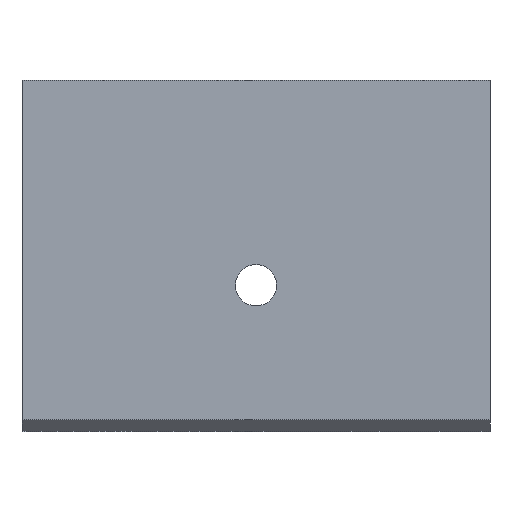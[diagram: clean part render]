
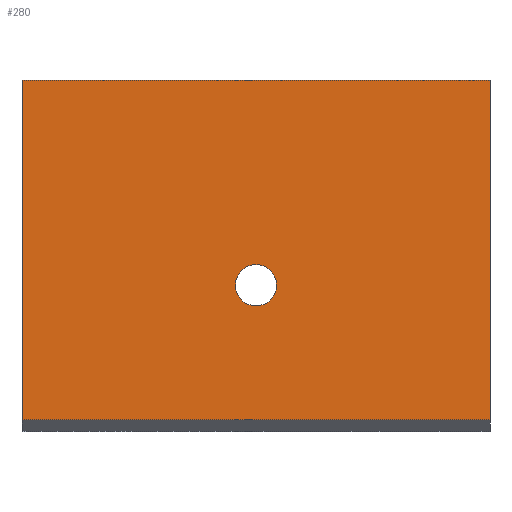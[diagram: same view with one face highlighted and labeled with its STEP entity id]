
A CAD part, front view. The second image highlights one B-rep face of the part: STEP entity #280.
In plain terms, the highlighted planar face has unit normal (0, -1, 0).
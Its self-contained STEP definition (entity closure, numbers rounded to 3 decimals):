
#18=FACE_BOUND('',#64,.T.);
#27=PLANE('',#319);
#45=FACE_OUTER_BOUND('',#63,.T.);
#63=EDGE_LOOP('',(#256,#257,#258,#259));
#64=EDGE_LOOP('',(#260));
#73=LINE('',#431,#100);
#79=LINE('',#447,#106);
#83=LINE('',#455,#110);
#92=LINE('',#474,#119);
#100=VECTOR('',#352,10.);
#106=VECTOR('',#366,10.);
#110=VECTOR('',#374,10.);
#119=VECTOR('',#395,10.);
#127=CIRCLE('',#309,1.764);
#140=VERTEX_POINT('',#428);
#141=VERTEX_POINT('',#430);
#143=VERTEX_POINT('',#436);
#144=VERTEX_POINT('',#440);
#147=VERTEX_POINT('',#445);
#167=EDGE_CURVE('',#140,#141,#73,.T.);
#171=EDGE_CURVE('',#143,#143,#127,.T.);
#175=EDGE_CURVE('',#147,#144,#79,.T.);
#179=EDGE_CURVE('',#144,#140,#83,.T.);
#190=EDGE_CURVE('',#147,#141,#92,.T.);
#256=ORIENTED_EDGE('',*,*,#175,.F.);
#257=ORIENTED_EDGE('',*,*,#190,.T.);
#258=ORIENTED_EDGE('',*,*,#167,.F.);
#259=ORIENTED_EDGE('',*,*,#179,.F.);
#260=ORIENTED_EDGE('',*,*,#171,.T.);
#280=ADVANCED_FACE('',(#45,#18),#27,.T.);
#309=AXIS2_PLACEMENT_3D('',#438,#359,#360);
#319=AXIS2_PLACEMENT_3D('',#475,#396,#397);
#352=DIRECTION('',(1.,0.,0.));
#359=DIRECTION('center_axis',(0.,1.,0.));
#360=DIRECTION('ref_axis',(0.,0.,1.));
#366=DIRECTION('',(-1.,0.,0.));
#374=DIRECTION('',(0.,0.,1.));
#395=DIRECTION('',(0.,0.,1.));
#396=DIRECTION('center_axis',(0.,-1.,0.));
#397=DIRECTION('ref_axis',(1.,0.,0.));
#428=CARTESIAN_POINT('',(-20.,-30.,-181.));
#430=CARTESIAN_POINT('',(20.,-30.,-181.));
#431=CARTESIAN_POINT('',(20.,-30.,-181.));
#436=CARTESIAN_POINT('',(0.,-30.,-200.264));
#438=CARTESIAN_POINT('Origin',(0.,-30.,-198.5));
#440=CARTESIAN_POINT('',(-20.,-30.,-210.));
#445=CARTESIAN_POINT('',(20.,-30.,-210.));
#447=CARTESIAN_POINT('',(0.,-30.,-210.));
#455=CARTESIAN_POINT('',(-20.,-30.,-185.));
#474=CARTESIAN_POINT('',(20.,-30.,-185.));
#475=CARTESIAN_POINT('Origin',(-20.,-30.,-185.));
